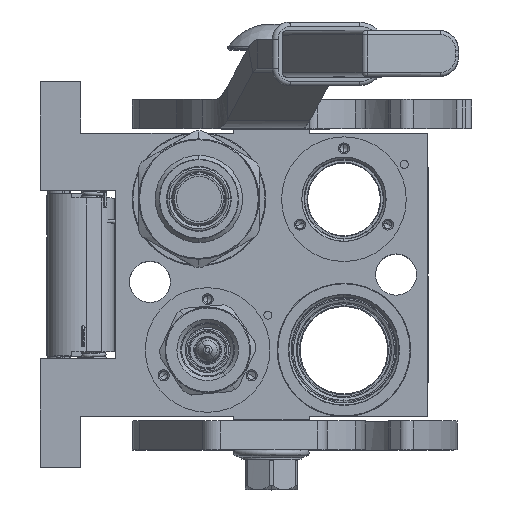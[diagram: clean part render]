
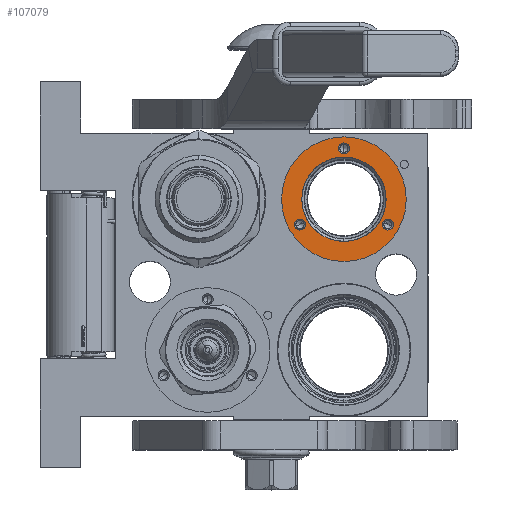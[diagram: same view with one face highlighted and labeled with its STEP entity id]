
A CAD part, top view. The second image highlights one B-rep face of the part: STEP entity #107079.
In plain terms, the highlighted face is planar.
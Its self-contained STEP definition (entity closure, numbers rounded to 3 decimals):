
#1969 = DIRECTION ( 'NONE',  ( 0., -1., 0. ) ) ;
#3223 = CARTESIAN_POINT ( 'NONE',  ( -26., -22.05, 38.3 ) ) ;
#5115 = EDGE_CURVE ( 'NONE', #77078, #84554, #66579, .T. ) ;
#5261 = VERTEX_POINT ( 'NONE', #12371 ) ;
#6275 = DIRECTION ( 'NONE',  ( -0.5, 0., -0.866 ) ) ;
#6728 = CARTESIAN_POINT ( 'NONE',  ( -26., -22.05, 38.3 ) ) ;
#11673 = DIRECTION ( 'NONE',  ( 0.5, 0., -0.866 ) ) ;
#11719 = CARTESIAN_POINT ( 'NONE',  ( -40.55, -22.05, 38.3 ) ) ;
#12371 = CARTESIAN_POINT ( 'NONE',  ( -45.4, -22.05, 38.3 ) ) ;
#15410 = EDGE_LOOP ( 'NONE', ( #33112, #16371 ) ) ;
#15491 = FACE_OUTER_BOUND ( 'NONE', #83244, .T. ) ;
#16371 = ORIENTED_EDGE ( 'NONE', *, *, #20884, .F. ) ;
#16445 = CIRCLE ( 'NONE', #31040, 14.55 ) ;
#18540 = DIRECTION ( 'NONE',  ( 1., 0., 0. ) ) ;
#19321 = DIRECTION ( 'NONE',  ( 0., 1., 0. ) ) ;
#19986 = ORIENTED_EDGE ( 'NONE', *, *, #5115, .F. ) ;
#20682 = EDGE_CURVE ( 'NONE', #39157, #44669, #91500, .T. ) ;
#20884 = EDGE_CURVE ( 'NONE', #5261, #70276, #150978, .T. ) ;
#29329 = CIRCLE ( 'NONE', #138828, 1.9 ) ;
#29619 = DIRECTION ( 'NONE',  ( 1., 0., 0. ) ) ;
#30056 = PLANE ( 'NONE',  #143146 ) ;
#31040 = AXIS2_PLACEMENT_3D ( 'NONE', #46969, #54972, #154734 ) ;
#32437 = CARTESIAN_POINT ( 'NONE',  ( -41.6, -22.05, 38.3 ) ) ;
#32735 = AXIS2_PLACEMENT_3D ( 'NONE', #6728, #42708, #18540 ) ;
#32916 = ORIENTED_EDGE ( 'NONE', *, *, #134416, .F. ) ;
#33112 = ORIENTED_EDGE ( 'NONE', *, *, #34581, .F. ) ;
#34581 = EDGE_CURVE ( 'NONE', #70276, #5261, #29329, .T. ) ;
#35148 = CARTESIAN_POINT ( 'NONE',  ( -11.45, -22.05, 38.3 ) ) ;
#36109 = ORIENTED_EDGE ( 'NONE', *, *, #20682, .F. ) ;
#36829 = FACE_BOUND ( 'NONE', #115061, .T. ) ;
#39157 = VERTEX_POINT ( 'NONE', #35148 ) ;
#40038 = CARTESIAN_POINT ( 'NONE',  ( -17.25, -22.05, 53.455 ) ) ;
#41059 = VERTEX_POINT ( 'NONE', #98045 ) ;
#42708 = DIRECTION ( 'NONE',  ( 0., -1., 0. ) ) ;
#43315 = CIRCLE ( 'NONE', #158888, 1.9 ) ;
#44669 = VERTEX_POINT ( 'NONE', #11719 ) ;
#45058 = EDGE_CURVE ( 'NONE', #44669, #39157, #16445, .T. ) ;
#46969 = CARTESIAN_POINT ( 'NONE',  ( -26., -22.05, 38.3 ) ) ;
#51728 = CARTESIAN_POINT ( 'NONE',  ( -16.3, -22.05, 21.499 ) ) ;
#52143 = AXIS2_PLACEMENT_3D ( 'NONE', #132137, #81741, #94586 ) ;
#53554 = DIRECTION ( 'NONE',  ( 0., 1., 0. ) ) ;
#54972 = DIRECTION ( 'NONE',  ( 0., -1., 0. ) ) ;
#55716 = FACE_BOUND ( 'NONE', #140098, .T. ) ;
#56670 = ORIENTED_EDGE ( 'NONE', *, *, #129474, .F. ) ;
#58975 = DIRECTION ( 'NONE',  ( -0.5, 0., 0.866 ) ) ;
#59926 = CIRCLE ( 'NONE', #101578, 1.9 ) ;
#61491 = CARTESIAN_POINT ( 'NONE',  ( -26., -22.05, 38.3 ) ) ;
#64530 = AXIS2_PLACEMENT_3D ( 'NONE', #92700, #19321, #105082 ) ;
#66579 = CIRCLE ( 'NONE', #73332, 1.9 ) ;
#67277 = EDGE_CURVE ( 'NONE', #104384, #41059, #43315, .T. ) ;
#67553 = EDGE_CURVE ( 'NONE', #41059, #104384, #70064, .T. ) ;
#70064 = CIRCLE ( 'NONE', #125020, 1.9 ) ;
#70276 = VERTEX_POINT ( 'NONE', #32437 ) ;
#72244 = CARTESIAN_POINT ( 'NONE',  ( -17.25, -22.05, 23.145 ) ) ;
#72402 = ORIENTED_EDGE ( 'NONE', *, *, #67553, .F. ) ;
#73332 = AXIS2_PLACEMENT_3D ( 'NONE', #106208, #143719, #58975 ) ;
#76743 = CARTESIAN_POINT ( 'NONE',  ( -43.5, -22.05, 38.3 ) ) ;
#77078 = VERTEX_POINT ( 'NONE', #151479 ) ;
#78669 = EDGE_LOOP ( 'NONE', ( #19986, #141077 ) ) ;
#78867 = CIRCLE ( 'NONE', #64530, 21.5 ) ;
#81741 = DIRECTION ( 'NONE',  ( 0., -1., 0. ) ) ;
#83244 = EDGE_LOOP ( 'NONE', ( #32916, #56670 ) ) ;
#84554 = VERTEX_POINT ( 'NONE', #51728 ) ;
#85091 = DIRECTION ( 'NONE',  ( 0., -1., 0. ) ) ;
#86675 = DIRECTION ( 'NONE',  ( 1., 0., 0. ) ) ;
#88966 = DIRECTION ( 'NONE',  ( -1., 0., 0. ) ) ;
#91500 = CIRCLE ( 'NONE', #32735, 14.55 ) ;
#91836 = EDGE_CURVE ( 'NONE', #84554, #77078, #59926, .T. ) ;
#92700 = CARTESIAN_POINT ( 'NONE',  ( -26., -22.05, 38.3 ) ) ;
#94586 = DIRECTION ( 'NONE',  ( -1., 0., 0. ) ) ;
#96175 = ORIENTED_EDGE ( 'NONE', *, *, #67277, .F. ) ;
#98045 = CARTESIAN_POINT ( 'NONE',  ( -18.2, -22.05, 51.81 ) ) ;
#101578 = AXIS2_PLACEMENT_3D ( 'NONE', #72244, #85091, #11673 ) ;
#102471 = DIRECTION ( 'NONE',  ( 0., -1., 0. ) ) ;
#103878 = FACE_BOUND ( 'NONE', #78669, .T. ) ;
#104384 = VERTEX_POINT ( 'NONE', #137128 ) ;
#105082 = DIRECTION ( 'NONE',  ( -1., 0., 0. ) ) ;
#106208 = CARTESIAN_POINT ( 'NONE',  ( -17.25, -22.05, 23.145 ) ) ;
#107045 = AXIS2_PLACEMENT_3D ( 'NONE', #61491, #111868, #86675 ) ;
#107079 = ADVANCED_FACE ( 'NONE', ( #103878, #36829, #138440, #55716, #15491 ), #30056, .F. ) ;
#111868 = DIRECTION ( 'NONE',  ( 0., 1., 0. ) ) ;
#115061 = EDGE_LOOP ( 'NONE', ( #72402, #96175 ) ) ;
#116185 = VERTEX_POINT ( 'NONE', #147314 ) ;
#121701 = CIRCLE ( 'NONE', #107045, 21.5 ) ;
#125020 = AXIS2_PLACEMENT_3D ( 'NONE', #40038, #1969, #6275 ) ;
#127470 = CARTESIAN_POINT ( 'NONE',  ( -4.5, -22.05, 38.3 ) ) ;
#129474 = EDGE_CURVE ( 'NONE', #116185, #141182, #78867, .T. ) ;
#132137 = CARTESIAN_POINT ( 'NONE',  ( -43.5, -22.05, 38.3 ) ) ;
#134416 = EDGE_CURVE ( 'NONE', #141182, #116185, #121701, .T. ) ;
#137128 = CARTESIAN_POINT ( 'NONE',  ( -16.3, -22.05, 55.101 ) ) ;
#138440 = FACE_BOUND ( 'NONE', #15410, .T. ) ;
#138828 = AXIS2_PLACEMENT_3D ( 'NONE', #76743, #102471, #29619 ) ;
#140098 = EDGE_LOOP ( 'NONE', ( #36109, #147603 ) ) ;
#141077 = ORIENTED_EDGE ( 'NONE', *, *, #91836, .F. ) ;
#141182 = VERTEX_POINT ( 'NONE', #127470 ) ;
#143146 = AXIS2_PLACEMENT_3D ( 'NONE', #3223, #53554, #88966 ) ;
#143719 = DIRECTION ( 'NONE',  ( 0., -1., 0. ) ) ;
#144136 = CARTESIAN_POINT ( 'NONE',  ( -17.25, -22.05, 53.455 ) ) ;
#146263 = DIRECTION ( 'NONE',  ( 0.5, 0., 0.866 ) ) ;
#147314 = CARTESIAN_POINT ( 'NONE',  ( -47.5, -22.05, 38.3 ) ) ;
#147603 = ORIENTED_EDGE ( 'NONE', *, *, #45058, .F. ) ;
#150978 = CIRCLE ( 'NONE', #52143, 1.9 ) ;
#151479 = CARTESIAN_POINT ( 'NONE',  ( -18.2, -22.05, 24.79 ) ) ;
#154734 = DIRECTION ( 'NONE',  ( -1., 0., 0. ) ) ;
#158125 = DIRECTION ( 'NONE',  ( 0., -1., 0. ) ) ;
#158888 = AXIS2_PLACEMENT_3D ( 'NONE', #144136, #158125, #146263 ) ;
